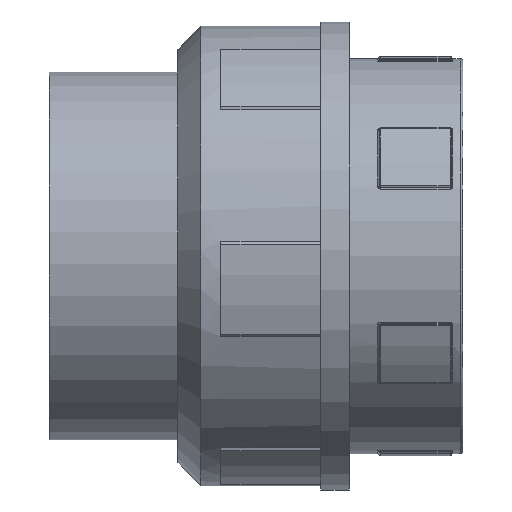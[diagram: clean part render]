
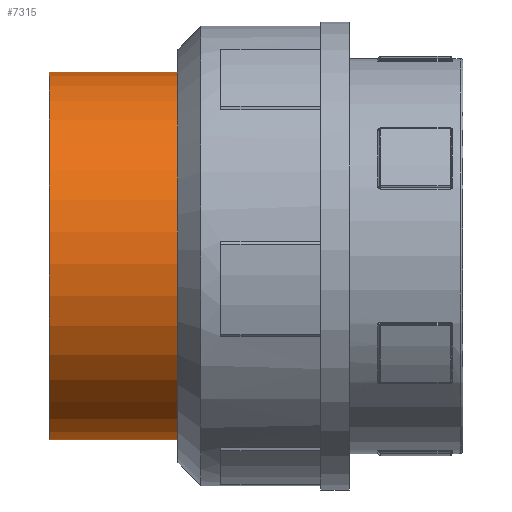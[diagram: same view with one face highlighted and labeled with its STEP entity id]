
A CAD part, top view. The second image highlights one B-rep face of the part: STEP entity #7315.
In plain terms, the highlighted cylindrical face has radius 64.5 mm (diameter 129 mm), a full revolution.
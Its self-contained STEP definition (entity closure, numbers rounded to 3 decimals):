
#314=FACE_BOUND('',#2844,.T.);
#1619=CYLINDRICAL_SURFACE('',#7910,64.5);
#2354=FACE_OUTER_BOUND('',#2843,.T.);
#2843=EDGE_LOOP('',(#6848));
#2844=EDGE_LOOP('',(#6849));
#3081=CIRCLE('',#7909,64.5);
#3082=CIRCLE('',#7911,64.5);
#3743=VERTEX_POINT('',#13632);
#3744=VERTEX_POINT('',#13635);
#4779=EDGE_CURVE('',#3743,#3743,#3081,.T.);
#4780=EDGE_CURVE('',#3744,#3744,#3082,.T.);
#6848=ORIENTED_EDGE('',*,*,#4780,.F.);
#6849=ORIENTED_EDGE('',*,*,#4779,.T.);
#7315=ADVANCED_FACE('',(#2354,#314),#1619,.T.);
#7909=AXIS2_PLACEMENT_3D('',#13633,#9682,#9683);
#7910=AXIS2_PLACEMENT_3D('',#13634,#9684,#9685);
#7911=AXIS2_PLACEMENT_3D('',#13636,#9686,#9687);
#9682=DIRECTION('center_axis',(-1.,0.,0.));
#9683=DIRECTION('ref_axis',(0.,0.,1.));
#9684=DIRECTION('center_axis',(-1.,0.,0.));
#9685=DIRECTION('ref_axis',(0.,-1.,0.));
#9686=DIRECTION('center_axis',(-1.,0.,0.));
#9687=DIRECTION('ref_axis',(0.,0.,1.));
#13632=CARTESIAN_POINT('',(91.8,52.932,0.));
#13633=CARTESIAN_POINT('Origin',(91.8,117.432,0.));
#13634=CARTESIAN_POINT('Origin',(63.175,117.432,0.));
#13635=CARTESIAN_POINT('',(34.55,52.932,0.));
#13636=CARTESIAN_POINT('Origin',(34.55,117.432,0.));
